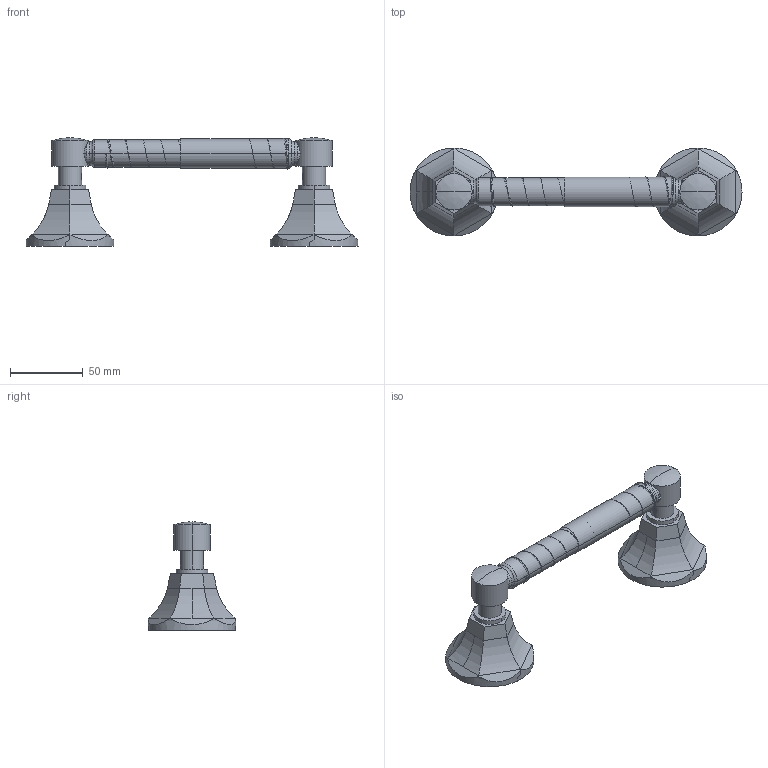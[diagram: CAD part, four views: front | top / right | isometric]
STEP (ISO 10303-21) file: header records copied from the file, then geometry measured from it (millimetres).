
FILE_DESCRIPTION((''),'2;1');
FILE_NAME('24-28_WEB','2010-07-20T',('pnmurthy'),(''),'PRO/ENGINEER BY PARAMETRIC TECHNOLOGY CORPORATION, 2009300','PRO/ENGINEER BY PARAMETRIC TECHNOLOGY CORPORATION, 2009300','');
FILE_SCHEMA(('CONFIG_CONTROL_DESIGN'));
Length unit declared in the file: inch
Products named in the file (1): 24-28_WEB
Bounding box: 227.66 x 60.33 x 74.3 mm (x, y, z)
Surface area: 38807.2 mm2 (no closed solid volume)
Topology: 0 solids, 16 shells, 139 faces, 342 edges, 212 vertices
Faces by surface type: cylinder 50, plane 37, bspline 34, torus 12, cone 6
Entity records: 12122 total; most frequent: CARTESIAN_POINT 9197, ORIENTED_EDGE 614, DIRECTION 502, EDGE_CURVE 338, VERTEX_POINT 212, AXIS2_PLACEMENT_3D 191, EDGE_LOOP 139, FACE_OUTER_BOUND 139
